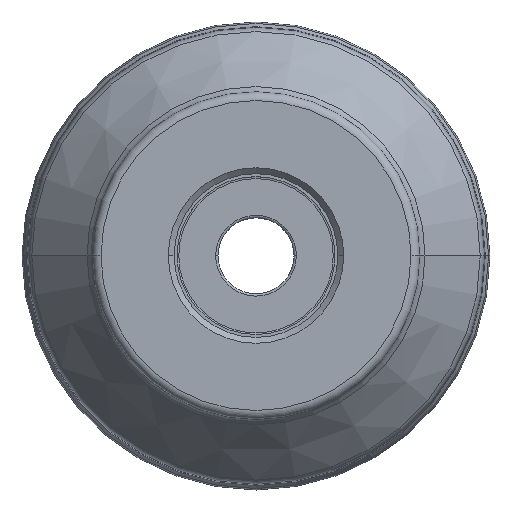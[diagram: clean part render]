
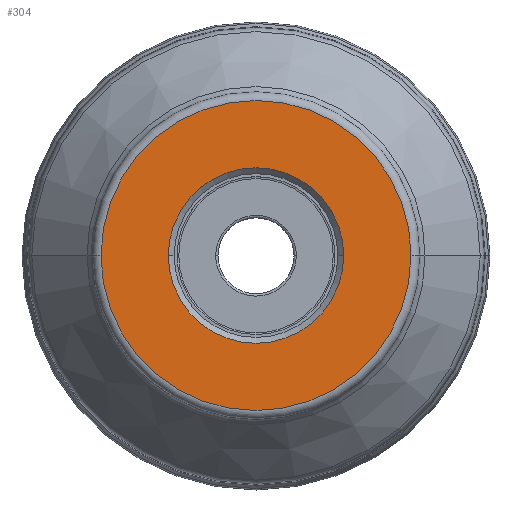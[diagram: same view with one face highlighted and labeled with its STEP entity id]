
A CAD part, top view. The second image highlights one B-rep face of the part: STEP entity #304.
In plain terms, the highlighted planar face has unit normal (0, 0, 1).
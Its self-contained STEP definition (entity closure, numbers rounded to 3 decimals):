
#30=PLANE('',#2729);
#38=FACE_BOUND('',#588,.T.);
#39=FACE_BOUND('',#589,.T.);
#304=ADVANCED_FACE('',(#38,#39),#30,.F.);
#588=EDGE_LOOP('',(#1091,#1092,#1093,#1094));
#589=EDGE_LOOP('',(#1095,#1096,#1097,#1098));
#1091=ORIENTED_EDGE('',*,*,#1694,.F.);
#1092=ORIENTED_EDGE('',*,*,#1698,.F.);
#1093=ORIENTED_EDGE('',*,*,#1697,.T.);
#1094=ORIENTED_EDGE('',*,*,#1695,.T.);
#1095=ORIENTED_EDGE('',*,*,#1699,.T.);
#1096=ORIENTED_EDGE('',*,*,#1700,.T.);
#1097=ORIENTED_EDGE('',*,*,#1701,.T.);
#1098=ORIENTED_EDGE('',*,*,#1702,.T.);
#1399=VERTEX_POINT('',#5558);
#1400=VERTEX_POINT('',#5560);
#1401=VERTEX_POINT('',#5562);
#1402=VERTEX_POINT('',#5566);
#1403=VERTEX_POINT('',#5570);
#1404=VERTEX_POINT('',#5571);
#1405=VERTEX_POINT('',#5573);
#1406=VERTEX_POINT('',#5575);
#1694=EDGE_CURVE('',#1399,#1400,#2065,.T.);
#1695=EDGE_CURVE('',#1401,#1400,#2066,.T.);
#1697=EDGE_CURVE('',#1402,#1401,#2068,.T.);
#1698=EDGE_CURVE('',#1402,#1399,#2069,.T.);
#1699=EDGE_CURVE('',#1403,#1404,#2070,.T.);
#1700=EDGE_CURVE('',#1404,#1405,#2071,.T.);
#1701=EDGE_CURVE('',#1405,#1406,#2072,.T.);
#1702=EDGE_CURVE('',#1406,#1403,#2073,.T.);
#2065=CIRCLE('',#2718,26.5);
#2066=CIRCLE('',#2719,26.5);
#2068=CIRCLE('',#2722,26.5);
#2069=CIRCLE('',#2723,26.5);
#2070=CIRCLE('',#2725,15.);
#2071=CIRCLE('',#2726,15.);
#2072=CIRCLE('',#2727,15.);
#2073=CIRCLE('',#2728,15.);
#2718=AXIS2_PLACEMENT_3D('',#5559,#3408,#3409);
#2719=AXIS2_PLACEMENT_3D('',#5561,#3410,#3411);
#2722=AXIS2_PLACEMENT_3D('',#5565,#3416,#3417);
#2723=AXIS2_PLACEMENT_3D('',#5567,#3418,#3419);
#2725=AXIS2_PLACEMENT_3D('',#5569,#3422,#3423);
#2726=AXIS2_PLACEMENT_3D('',#5572,#3424,#3425);
#2727=AXIS2_PLACEMENT_3D('',#5574,#3426,#3427);
#2728=AXIS2_PLACEMENT_3D('',#5576,#3428,#3429);
#2729=AXIS2_PLACEMENT_3D('',#5577,#3430,#3431);
#3408=DIRECTION('',(0.,0.,-1.));
#3409=DIRECTION('',(-1.,0.,0.));
#3410=DIRECTION('',(0.,0.,1.));
#3411=DIRECTION('',(1.,0.,0.));
#3416=DIRECTION('',(0.,0.,1.));
#3417=DIRECTION('',(1.,0.,0.));
#3418=DIRECTION('',(0.,0.,-1.));
#3419=DIRECTION('',(-1.,0.,0.));
#3422=DIRECTION('',(0.,0.,-1.));
#3423=DIRECTION('',(0.,-1.,0.));
#3424=DIRECTION('',(0.,0.,-1.));
#3425=DIRECTION('',(-1.,0.,0.));
#3426=DIRECTION('',(0.,0.,-1.));
#3427=DIRECTION('',(0.,1.,0.));
#3428=DIRECTION('',(0.,0.,-1.));
#3429=DIRECTION('',(1.,0.,0.));
#3430=DIRECTION('',(0.,0.,-1.));
#3431=DIRECTION('',(1.,0.,0.));
#5558=CARTESIAN_POINT('',(-26.5,0.,0.));
#5559=CARTESIAN_POINT('',(0.,0.,0.));
#5560=CARTESIAN_POINT('',(-26.5,0.021,0.));
#5561=CARTESIAN_POINT('',(0.,0.,0.));
#5562=CARTESIAN_POINT('',(26.5,0.,0.));
#5565=CARTESIAN_POINT('',(0.,0.,0.));
#5566=CARTESIAN_POINT('',(26.5,-0.021,0.));
#5567=CARTESIAN_POINT('',(0.,0.,0.));
#5569=CARTESIAN_POINT('',(0.,0.,0.));
#5570=CARTESIAN_POINT('',(0.,-15.,0.));
#5571=CARTESIAN_POINT('',(-15.,0.,0.));
#5572=CARTESIAN_POINT('',(0.,0.,0.));
#5573=CARTESIAN_POINT('',(0.,15.,0.));
#5574=CARTESIAN_POINT('',(0.,0.,0.));
#5575=CARTESIAN_POINT('',(15.,0.,0.));
#5576=CARTESIAN_POINT('',(0.,0.,0.));
#5577=CARTESIAN_POINT('',(0.,0.,0.));
